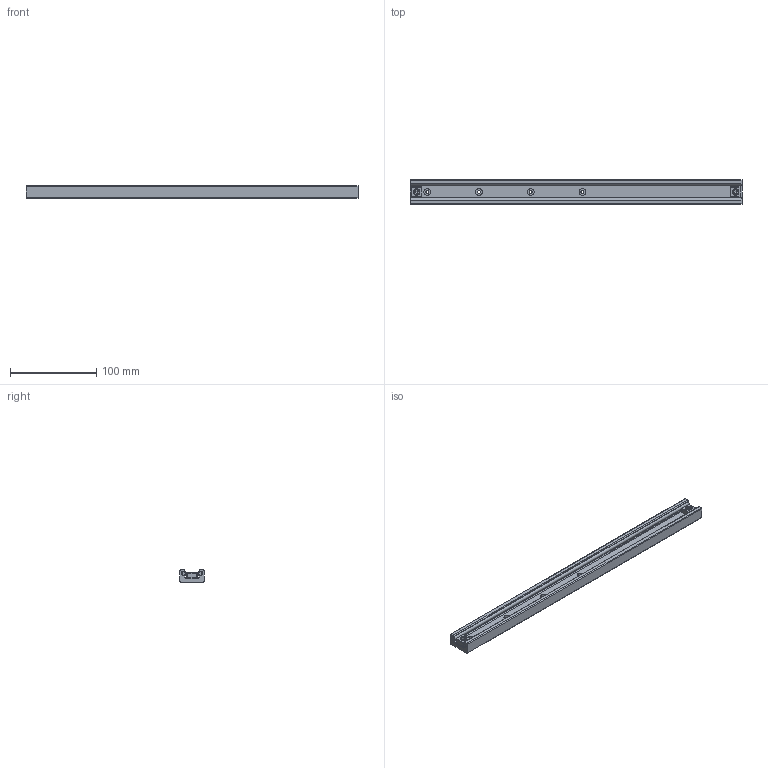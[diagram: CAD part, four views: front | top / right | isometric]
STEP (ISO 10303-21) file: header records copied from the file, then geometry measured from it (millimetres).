
FILE_DESCRIPTION((''),'2;1');
FILE_NAME('KNZ10__10002_ASM','2021-03-16T20:52:22',('dale.chen'),(''),'CREO PARAMETRIC BY PTC INC, 2019164','CREO PARAMETRIC BY PTC INC, 2019164','');
FILE_SCHEMA(('CONFIG_CONTROL_DESIGN','SHAPE_APPEARANCE_LAYERS_GROUPS'));
Length unit declared in the file: millimetre
Products named in the file (5): KNZ10_A0001; HEXAGON_SOCKET_HEAD_CAP_S-11041; 5MM00; 0003; KNZ10__10002_ASM
Assembly tree (7 placements, depth 2):
  KNZ10__10002_ASM
    KNZ10_A0001
    HEXAGON_SOCKET_HEAD_CAP_S-11041  x2
    5MM00  x2
    0003  x2
Bounding box: 385 x 28 x 14 mm (x, y, z)
Volume: 93976.5 mm3; surface area: 57414.3 mm2
Topology: 7 solids, 9 shells, 190 faces, 440 edges, 270 vertices
Faces by surface type: cylinder 86, plane 64, torus 28, cone 12
Entity records: 5292 total; most frequent: DIRECTION 732, CARTESIAN_POINT 621, ORIENTED_EDGE 584, PRESENTATION_STYLE_ASSIGNMENT 331, COLOUR_RGB 319, STYLED_ITEM 302, AXIS2_PLACEMENT_3D 298, CURVE_STYLE 296
